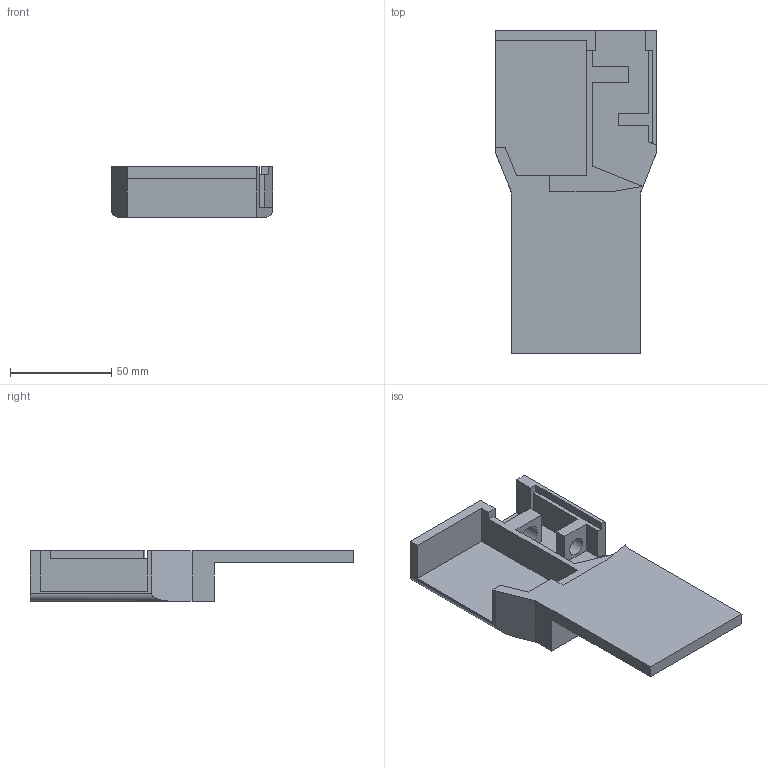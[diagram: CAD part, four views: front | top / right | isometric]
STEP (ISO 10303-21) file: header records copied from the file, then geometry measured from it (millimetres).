
FILE_DESCRIPTION(('FreeCAD Model'),'2;1');
FILE_NAME('Open CASCADE Shape Model','2025-01-17T16:05:14',(''),(''), 'Open CASCADE STEP processor 7.7','FreeCAD','Unknown');
FILE_SCHEMA(('AUTOMOTIVE_DESIGN { 1 0 10303 214 1 1 1 1 }'));
Length unit declared in the file: millimetre
Products named in the file (1): Down
Bounding box: 80 x 160 x 25 mm (x, y, z)
Volume: 100879.7 mm3; surface area: 36764.1 mm2
Topology: 1 solids, 1 shells, 47 faces, 134 edges, 89 vertices
Faces by surface type: plane 43, cylinder 4
Full cylindrical faces by diameter (mm): 9.1 x1, 12.1 x1
Entity records: 1538 total; most frequent: CARTESIAN_POINT 271, ORIENTED_EDGE 268, DIRECTION 238, EDGE_CURVE 134, LINE 126, VECTOR 126, VERTEX_POINT 89, AXIS2_PLACEMENT_3D 56
